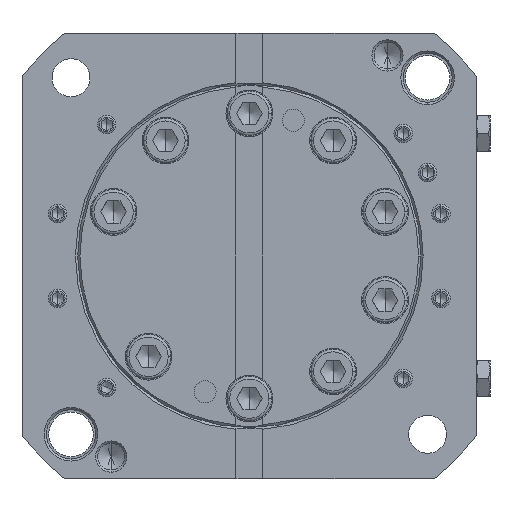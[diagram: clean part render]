
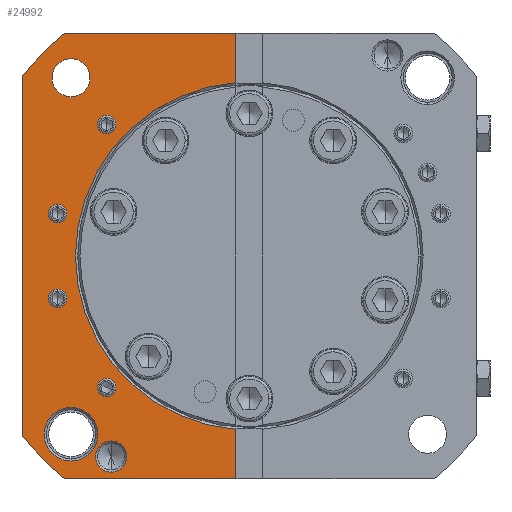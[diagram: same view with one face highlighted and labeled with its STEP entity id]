
A CAD part, front view. The second image highlights one B-rep face of the part: STEP entity #24992.
In plain terms, the highlighted face is planar.
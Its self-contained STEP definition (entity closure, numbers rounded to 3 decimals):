
#13268=CARTESIAN_POINT('',(0.,0.,0.));
#13269=DIRECTION('',(0.,0.,-1.));
#13270=DIRECTION('',(-0.997,0.077,0.));
#13271=AXIS2_PLACEMENT_3D('',#13268,#13269,#13270);
#13276=CARTESIAN_POINT('',(0.,0.,0.));
#13277=DIRECTION('',(0.,0.,1.));
#13278=DIRECTION('',(0.769,0.639,0.));
#13279=AXIS2_PLACEMENT_3D('',#13276,#13277,#13278);
#13284=DIRECTION('',(-1.,0.,0.));
#13285=VECTOR('',#13284,80.598);
#13286=CARTESIAN_POINT('',(40.299,51.,0.));
#13287=LINE('',#13286,#13285);
#13291=CARTESIAN_POINT('',(0.,0.,0.));
#13292=DIRECTION('',(0.,0.,1.));
#13293=DIRECTION('',(-0.62,0.785,0.));
#13294=AXIS2_PLACEMENT_3D('',#13291,#13292,#13293);
#13299=DIRECTION('',(0.,-1.,0.));
#13300=VECTOR('',#13299,38.533);
#13301=CARTESIAN_POINT('',(-50.,41.533,0.));
#13302=LINE('',#13301,#13300);
#13306=CARTESIAN_POINT('',(29.5,32.,0.));
#13307=DIRECTION('',(0.,0.,-1.));
#13308=DIRECTION('',(-1.,0.,0.));
#13309=AXIS2_PLACEMENT_3D('',#13306,#13307,#13308);
#13314=CARTESIAN_POINT('',(29.5,32.,0.));
#13315=DIRECTION('',(0.,0.,-1.));
#13316=DIRECTION('',(1.,0.,0.));
#13317=AXIS2_PLACEMENT_3D('',#13314,#13315,#13316);
#13322=CARTESIAN_POINT('',(-29.5,32.,0.));
#13323=DIRECTION('',(0.,0.,-1.));
#13324=DIRECTION('',(-1.,0.,0.));
#13325=AXIS2_PLACEMENT_3D('',#13322,#13323,#13324);
#13330=CARTESIAN_POINT('',(-29.5,32.,0.));
#13331=DIRECTION('',(0.,0.,-1.));
#13332=DIRECTION('',(1.,0.,0.));
#13333=AXIS2_PLACEMENT_3D('',#13330,#13331,#13332);
#13338=CARTESIAN_POINT('',(9.5,43.,0.));
#13339=DIRECTION('',(0.,0.,-1.));
#13340=DIRECTION('',(-1.,0.,0.));
#13341=AXIS2_PLACEMENT_3D('',#13338,#13339,#13340);
#13346=CARTESIAN_POINT('',(9.5,43.,0.));
#13347=DIRECTION('',(0.,0.,-1.));
#13348=DIRECTION('',(1.,0.,0.));
#13349=AXIS2_PLACEMENT_3D('',#13346,#13347,#13348);
#13354=CARTESIAN_POINT('',(-9.5,43.,0.));
#13355=DIRECTION('',(0.,0.,-1.));
#13356=DIRECTION('',(-1.,0.,0.));
#13357=AXIS2_PLACEMENT_3D('',#13354,#13355,#13356);
#13362=CARTESIAN_POINT('',(-9.5,43.,0.));
#13363=DIRECTION('',(0.,0.,-1.));
#13364=DIRECTION('',(1.,0.,0.));
#13365=AXIS2_PLACEMENT_3D('',#13362,#13363,#13364);
#13370=CARTESIAN_POINT('',(40.,40.,0.));
#13371=DIRECTION('',(0.,0.,-1.));
#13372=DIRECTION('',(-1.,0.,0.));
#13373=AXIS2_PLACEMENT_3D('',#13370,#13371,#13372);
#13378=CARTESIAN_POINT('',(40.,40.,0.));
#13379=DIRECTION('',(0.,0.,-1.));
#13380=DIRECTION('',(1.,0.,0.));
#13381=AXIS2_PLACEMENT_3D('',#13378,#13379,#13380);
#13386=CARTESIAN_POINT('',(-40.,40.,0.));
#13387=DIRECTION('',(0.,0.,-1.));
#13388=DIRECTION('',(1.,0.,0.));
#13389=AXIS2_PLACEMENT_3D('',#13386,#13387,#13388);
#13394=CARTESIAN_POINT('',(-40.,40.,0.));
#13395=DIRECTION('',(0.,0.,-1.));
#13396=DIRECTION('',(-1.,0.,0.));
#13397=AXIS2_PLACEMENT_3D('',#13394,#13395,#13396);
#13402=CARTESIAN_POINT('',(45.,31.,0.));
#13403=DIRECTION('',(0.,0.,-1.));
#13404=DIRECTION('',(-1.,0.,0.));
#13405=AXIS2_PLACEMENT_3D('',#13402,#13403,#13404);
#13410=CARTESIAN_POINT('',(45.,31.,0.));
#13411=DIRECTION('',(0.,0.,-1.));
#13412=DIRECTION('',(1.,0.,0.));
#13413=AXIS2_PLACEMENT_3D('',#13410,#13411,#13412);
#13426=DIRECTION('',(-1.,0.,0.));
#13427=VECTOR('',#13426,11.116);
#13428=CARTESIAN_POINT('',(-38.884,3.,0.));
#13429=LINE('',#13428,#13427);
#14693=DIRECTION('',(0.,-1.,0.));
#14694=VECTOR('',#14693,38.533);
#14695=CARTESIAN_POINT('',(50.,41.533,0.));
#14696=LINE('',#14695,#14694);
#19805=DIRECTION('',(-1.,0.,0.));
#19806=VECTOR('',#19805,11.116);
#19807=CARTESIAN_POINT('',(50.,3.,0.));
#19808=LINE('',#19807,#19806);
#22759=CARTESIAN_POINT('',(-40.299,51.,0.));
#22760=VERTEX_POINT('',#22759);
#22761=CARTESIAN_POINT('',(40.299,51.,0.));
#22762=VERTEX_POINT('',#22761);
#22799=CARTESIAN_POINT('',(50.,41.533,0.));
#22800=VERTEX_POINT('',#22799);
#22801=CARTESIAN_POINT('',(-38.884,3.,0.));
#22802=CARTESIAN_POINT('',(-50.,3.,0.));
#22803=VERTEX_POINT('',#22801);
#22804=VERTEX_POINT('',#22802);
#22805=CARTESIAN_POINT('',(38.884,3.,0.));
#22806=VERTEX_POINT('',#22805);
#22807=CARTESIAN_POINT('',(50.,3.,0.));
#22808=VERTEX_POINT('',#22807);
#22809=CARTESIAN_POINT('',(-50.,41.533,0.));
#22810=VERTEX_POINT('',#22809);
#22811=CARTESIAN_POINT('',(27.433,32.,0.));
#22812=CARTESIAN_POINT('',(31.567,32.,0.));
#22813=VERTEX_POINT('',#22811);
#22814=VERTEX_POINT('',#22812);
#22815=CARTESIAN_POINT('',(-31.567,32.,0.));
#22816=CARTESIAN_POINT('',(-27.433,32.,0.));
#22817=VERTEX_POINT('',#22815);
#22818=VERTEX_POINT('',#22816);
#22819=CARTESIAN_POINT('',(7.433,43.,0.));
#22820=CARTESIAN_POINT('',(11.567,43.,0.));
#22821=VERTEX_POINT('',#22819);
#22822=VERTEX_POINT('',#22820);
#22823=CARTESIAN_POINT('',(-11.567,43.,0.));
#22824=CARTESIAN_POINT('',(-7.433,43.,0.));
#22825=VERTEX_POINT('',#22823);
#22826=VERTEX_POINT('',#22824);
#22827=CARTESIAN_POINT('',(34.,40.,0.));
#22828=CARTESIAN_POINT('',(46.,40.,0.));
#22829=VERTEX_POINT('',#22827);
#22830=VERTEX_POINT('',#22828);
#22831=CARTESIAN_POINT('',(-35.75,40.,0.));
#22832=CARTESIAN_POINT('',(-44.25,40.,0.));
#22833=VERTEX_POINT('',#22831);
#22834=VERTEX_POINT('',#22832);
#22835=CARTESIAN_POINT('',(41.5,31.,0.));
#22836=CARTESIAN_POINT('',(48.5,31.,0.));
#22837=VERTEX_POINT('',#22835);
#22838=VERTEX_POINT('',#22836);
#24929=CARTESIAN_POINT('',(50.,0.,0.));
#24930=DIRECTION('',(0.,0.,-1.));
#24931=DIRECTION('',(-1.,0.,0.));
#24932=AXIS2_PLACEMENT_3D('',#24929,#24930,#24931);
#24933=PLANE('',#24932);
#24935=ORIENTED_EDGE('',*,*,#24934,.F.);
#24937=ORIENTED_EDGE('',*,*,#24936,.T.);
#24939=ORIENTED_EDGE('',*,*,#24938,.F.);
#24941=ORIENTED_EDGE('',*,*,#24940,.F.);
#24943=ORIENTED_EDGE('',*,*,#24942,.T.);
#24945=ORIENTED_EDGE('',*,*,#24944,.T.);
#24946=ORIENTED_EDGE('',*,*,#24915,.T.);
#24947=ORIENTED_EDGE('',*,*,#24427,.T.);
#24948=EDGE_LOOP('',(#24935,#24937,#24939,#24941,#24943,#24945,#24946,#24947));
#24949=FACE_OUTER_BOUND('',#24948,.F.);
#24951=ORIENTED_EDGE('',*,*,#24950,.T.);
#24953=ORIENTED_EDGE('',*,*,#24952,.T.);
#24954=EDGE_LOOP('',(#24951,#24953));
#24955=FACE_BOUND('',#24954,.F.);
#24957=ORIENTED_EDGE('',*,*,#24956,.T.);
#24959=ORIENTED_EDGE('',*,*,#24958,.T.);
#24960=EDGE_LOOP('',(#24957,#24959));
#24961=FACE_BOUND('',#24960,.F.);
#24963=ORIENTED_EDGE('',*,*,#24962,.T.);
#24965=ORIENTED_EDGE('',*,*,#24964,.T.);
#24966=EDGE_LOOP('',(#24963,#24965));
#24967=FACE_BOUND('',#24966,.F.);
#24969=ORIENTED_EDGE('',*,*,#24968,.T.);
#24971=ORIENTED_EDGE('',*,*,#24970,.T.);
#24972=EDGE_LOOP('',(#24969,#24971));
#24973=FACE_BOUND('',#24972,.F.);
#24975=ORIENTED_EDGE('',*,*,#24974,.T.);
#24977=ORIENTED_EDGE('',*,*,#24976,.T.);
#24978=EDGE_LOOP('',(#24975,#24977));
#24979=FACE_BOUND('',#24978,.F.);
#24981=ORIENTED_EDGE('',*,*,#24980,.T.);
#24983=ORIENTED_EDGE('',*,*,#24982,.T.);
#24984=EDGE_LOOP('',(#24981,#24983));
#24985=FACE_BOUND('',#24984,.F.);
#24987=ORIENTED_EDGE('',*,*,#24986,.T.);
#24989=ORIENTED_EDGE('',*,*,#24988,.T.);
#24990=EDGE_LOOP('',(#24987,#24989));
#24991=FACE_BOUND('',#24990,.F.);
#13272=CIRCLE('',#13271,39.);
#13280=CIRCLE('',#13279,65.);
#13295=CIRCLE('',#13294,65.);
#13310=CIRCLE('',#13309,2.067);
#13318=CIRCLE('',#13317,2.067);
#13326=CIRCLE('',#13325,2.067);
#13334=CIRCLE('',#13333,2.067);
#13342=CIRCLE('',#13341,2.067);
#13350=CIRCLE('',#13349,2.067);
#13358=CIRCLE('',#13357,2.067);
#13366=CIRCLE('',#13365,2.067);
#13374=CIRCLE('',#13373,6.);
#13382=CIRCLE('',#13381,6.);
#13390=CIRCLE('',#13389,4.25);
#13398=CIRCLE('',#13397,4.25);
#13406=CIRCLE('',#13405,3.5);
#13414=CIRCLE('',#13413,3.5);
#24427=EDGE_CURVE('',#22810,#22804,#13302,.T.);
#24915=EDGE_CURVE('',#22760,#22810,#13295,.T.);
#24934=EDGE_CURVE('',#22803,#22804,#13429,.T.);
#24936=EDGE_CURVE('',#22803,#22806,#13272,.T.);
#24938=EDGE_CURVE('',#22808,#22806,#19808,.T.);
#24940=EDGE_CURVE('',#22800,#22808,#14696,.T.);
#24942=EDGE_CURVE('',#22800,#22762,#13280,.T.);
#24944=EDGE_CURVE('',#22762,#22760,#13287,.T.);
#24950=EDGE_CURVE('',#22813,#22814,#13310,.T.);
#24952=EDGE_CURVE('',#22814,#22813,#13318,.T.);
#24956=EDGE_CURVE('',#22817,#22818,#13326,.T.);
#24958=EDGE_CURVE('',#22818,#22817,#13334,.T.);
#24962=EDGE_CURVE('',#22821,#22822,#13342,.T.);
#24964=EDGE_CURVE('',#22822,#22821,#13350,.T.);
#24968=EDGE_CURVE('',#22825,#22826,#13358,.T.);
#24970=EDGE_CURVE('',#22826,#22825,#13366,.T.);
#24974=EDGE_CURVE('',#22829,#22830,#13374,.T.);
#24976=EDGE_CURVE('',#22830,#22829,#13382,.T.);
#24980=EDGE_CURVE('',#22833,#22834,#13390,.T.);
#24982=EDGE_CURVE('',#22834,#22833,#13398,.T.);
#24986=EDGE_CURVE('',#22837,#22838,#13406,.T.);
#24988=EDGE_CURVE('',#22838,#22837,#13414,.T.);
#24992=ADVANCED_FACE('',(#24949,#24955,#24961,#24967,#24973,#24979,#24985,
#24991),#24933,.T.);
